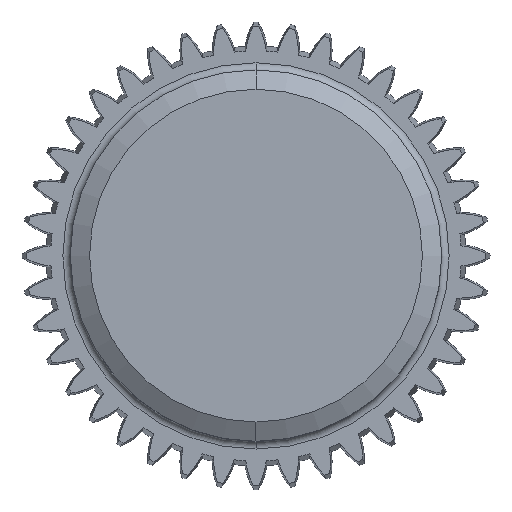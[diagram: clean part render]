
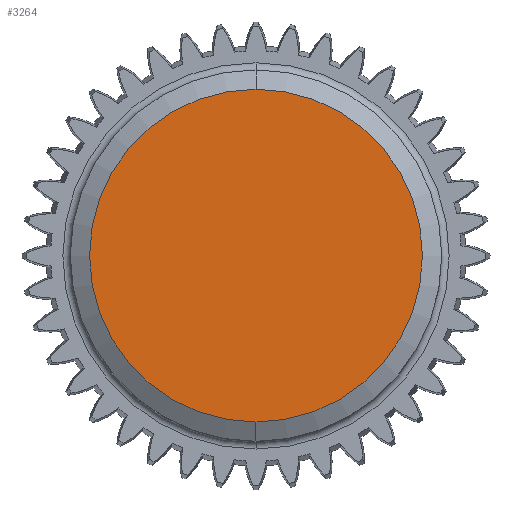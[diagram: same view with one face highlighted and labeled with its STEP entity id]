
A CAD part, top view. The second image highlights one B-rep face of the part: STEP entity #3264.
In plain terms, the highlighted planar face has unit normal (0, 0, 1).
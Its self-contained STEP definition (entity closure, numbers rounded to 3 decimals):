
#11=CARTESIAN_POINT('',(0.,0.,29.5));
#12=DIRECTION('',(0.,0.,1.));
#13=DIRECTION('',(0.,1.,0.));
#14=AXIS2_PLACEMENT_3D('',#11,#12,#13);
#29=CARTESIAN_POINT('',(0.,0.,29.5));
#30=DIRECTION('',(0.,0.,-1.));
#31=DIRECTION('',(0.,1.,0.));
#32=AXIS2_PLACEMENT_3D('',#29,#30,#31);
#3177=CARTESIAN_POINT('',(0.,22.402,29.5));
#3178=CARTESIAN_POINT('',(0.,-22.402,29.5));
#3179=VERTEX_POINT('',#3177);
#3180=VERTEX_POINT('',#3178);
#3254=CARTESIAN_POINT('',(0.,0.,29.5));
#3255=DIRECTION('',(0.,0.,-1.));
#3256=DIRECTION('',(0.,-1.,0.));
#3257=AXIS2_PLACEMENT_3D('',#3254,#3255,#3256);
#3258=PLANE('',#3257);
#3259=ORIENTED_EDGE('',*,*,#3244,.F.);
#3261=ORIENTED_EDGE('',*,*,#3260,.T.);
#3262=EDGE_LOOP('',(#3259,#3261));
#3263=FACE_OUTER_BOUND('',#3262,.F.);
#3264=ADVANCED_FACE('',(#3263),#3258,.F.);
#15=CIRCLE('',#14,22.402);
#33=CIRCLE('',#32,22.402);
#3244=EDGE_CURVE('',#3179,#3180,#15,.T.);
#3260=EDGE_CURVE('',#3179,#3180,#33,.T.);
